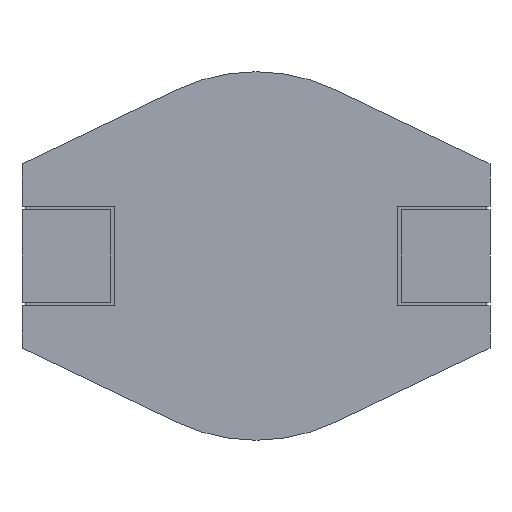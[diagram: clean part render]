
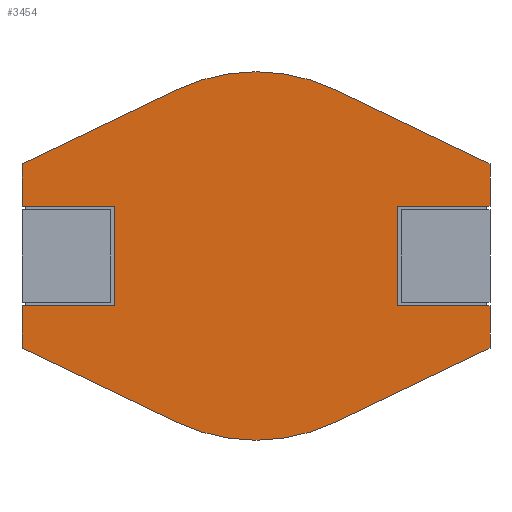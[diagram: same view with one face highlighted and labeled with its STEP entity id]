
A CAD part, front view. The second image highlights one B-rep face of the part: STEP entity #3454.
In plain terms, the highlighted planar face has unit normal (0, -1, 0).
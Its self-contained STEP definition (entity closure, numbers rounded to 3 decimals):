
#9=DIRECTION('',(0.,0.,1.));
#10=VECTOR('',#9,1.15);
#11=CARTESIAN_POINT('',(-6.35,0.,1.35));
#12=LINE('',#11,#10);
#13=DIRECTION('',(0.902,0.,0.432));
#14=VECTOR('',#13,4.645);
#15=CARTESIAN_POINT('',(-6.35,0.,2.5));
#16=LINE('',#15,#14);
#17=CARTESIAN_POINT('',(0.,0.,0.));
#18=DIRECTION('',(0.,1.,0.));
#19=DIRECTION('',(-0.432,0.,0.902));
#20=AXIS2_PLACEMENT_3D('',#17,#18,#19);
#22=DIRECTION('',(0.902,0.,-0.432));
#23=VECTOR('',#22,4.645);
#24=CARTESIAN_POINT('',(2.162,0.,4.508));
#25=LINE('',#24,#23);
#26=DIRECTION('',(0.,0.,-1.));
#27=VECTOR('',#26,1.15);
#28=CARTESIAN_POINT('',(6.35,0.,2.5));
#29=LINE('',#28,#27);
#30=DIRECTION('',(0.,0.,-1.));
#31=VECTOR('',#30,1.15);
#32=CARTESIAN_POINT('',(6.35,0.,-1.35));
#33=LINE('',#32,#31);
#34=DIRECTION('',(-0.902,0.,-0.432));
#35=VECTOR('',#34,4.645);
#36=CARTESIAN_POINT('',(6.35,0.,-2.5));
#37=LINE('',#36,#35);
#38=CARTESIAN_POINT('',(0.,0.,0.));
#39=DIRECTION('',(0.,1.,0.));
#40=DIRECTION('',(0.432,0.,-0.902));
#41=AXIS2_PLACEMENT_3D('',#38,#39,#40);
#43=DIRECTION('',(-0.902,0.,0.432));
#44=VECTOR('',#43,4.645);
#45=CARTESIAN_POINT('',(-2.162,0.,-4.508));
#46=LINE('',#45,#44);
#47=DIRECTION('',(0.,0.,1.));
#48=VECTOR('',#47,1.15);
#49=CARTESIAN_POINT('',(-6.35,0.,-2.5));
#50=LINE('',#49,#48);
#107=DIRECTION('',(1.,0.,0.));
#108=VECTOR('',#107,2.5);
#109=CARTESIAN_POINT('',(-6.35,0.,1.35));
#110=LINE('',#109,#108);
#119=DIRECTION('',(0.,0.,-1.));
#120=VECTOR('',#119,2.7);
#121=CARTESIAN_POINT('',(-3.85,0.,1.35));
#122=LINE('',#121,#120);
#139=DIRECTION('',(-1.,0.,0.));
#140=VECTOR('',#139,2.5);
#141=CARTESIAN_POINT('',(-3.85,0.,-1.35));
#142=LINE('',#141,#140);
#271=DIRECTION('',(-1.,0.,0.));
#272=VECTOR('',#271,2.5);
#273=CARTESIAN_POINT('',(6.35,0.,-1.35));
#274=LINE('',#273,#272);
#283=DIRECTION('',(0.,0.,1.));
#284=VECTOR('',#283,2.7);
#285=CARTESIAN_POINT('',(3.85,0.,-1.35));
#286=LINE('',#285,#284);
#303=DIRECTION('',(1.,0.,0.));
#304=VECTOR('',#303,2.5);
#305=CARTESIAN_POINT('',(3.85,0.,1.35));
#306=LINE('',#305,#304);
#3271=CARTESIAN_POINT('',(6.35,0.,-2.5));
#3272=CARTESIAN_POINT('',(2.162,0.,-4.508));
#3273=VERTEX_POINT('',#3271);
#3274=VERTEX_POINT('',#3272);
#3275=CARTESIAN_POINT('',(-2.162,0.,-4.508));
#3276=VERTEX_POINT('',#3275);
#3277=CARTESIAN_POINT('',(-6.35,0.,-2.5));
#3278=VERTEX_POINT('',#3277);
#3279=CARTESIAN_POINT('',(-6.35,0.,-1.35));
#3280=VERTEX_POINT('',#3279);
#3281=CARTESIAN_POINT('',(-6.35,0.,1.35));
#3282=CARTESIAN_POINT('',(-6.35,0.,2.5));
#3283=VERTEX_POINT('',#3281);
#3284=VERTEX_POINT('',#3282);
#3285=CARTESIAN_POINT('',(-2.162,0.,4.508));
#3286=VERTEX_POINT('',#3285);
#3287=CARTESIAN_POINT('',(2.162,0.,4.508));
#3288=VERTEX_POINT('',#3287);
#3289=CARTESIAN_POINT('',(6.35,0.,2.5));
#3290=VERTEX_POINT('',#3289);
#3291=CARTESIAN_POINT('',(6.35,0.,1.35));
#3292=VERTEX_POINT('',#3291);
#3293=CARTESIAN_POINT('',(6.35,0.,-1.35));
#3294=VERTEX_POINT('',#3293);
#3359=CARTESIAN_POINT('',(-3.85,0.,1.35));
#3361=VERTEX_POINT('',#3359);
#3363=CARTESIAN_POINT('',(-3.85,0.,-1.35));
#3365=VERTEX_POINT('',#3363);
#3367=CARTESIAN_POINT('',(3.85,0.,-1.35));
#3369=VERTEX_POINT('',#3367);
#3371=CARTESIAN_POINT('',(3.85,0.,1.35));
#3373=VERTEX_POINT('',#3371);
#3415=CARTESIAN_POINT('',(0.,0.,0.));
#3416=DIRECTION('',(0.,1.,0.));
#3417=DIRECTION('',(1.,0.,0.));
#3418=AXIS2_PLACEMENT_3D('',#3415,#3416,#3417);
#3419=PLANE('',#3418);
#3421=ORIENTED_EDGE('',*,*,#3420,.F.);
#3423=ORIENTED_EDGE('',*,*,#3422,.T.);
#3425=ORIENTED_EDGE('',*,*,#3424,.T.);
#3427=ORIENTED_EDGE('',*,*,#3426,.T.);
#3429=ORIENTED_EDGE('',*,*,#3428,.T.);
#3431=ORIENTED_EDGE('',*,*,#3430,.T.);
#3433=ORIENTED_EDGE('',*,*,#3432,.F.);
#3435=ORIENTED_EDGE('',*,*,#3434,.F.);
#3437=ORIENTED_EDGE('',*,*,#3436,.F.);
#3439=ORIENTED_EDGE('',*,*,#3438,.T.);
#3441=ORIENTED_EDGE('',*,*,#3440,.T.);
#3443=ORIENTED_EDGE('',*,*,#3442,.T.);
#3445=ORIENTED_EDGE('',*,*,#3444,.T.);
#3447=ORIENTED_EDGE('',*,*,#3446,.T.);
#3449=ORIENTED_EDGE('',*,*,#3448,.F.);
#3451=ORIENTED_EDGE('',*,*,#3450,.F.);
#3452=EDGE_LOOP('',(#3421,#3423,#3425,#3427,#3429,#3431,#3433,#3435,#3437,#3439,
#3441,#3443,#3445,#3447,#3449,#3451));
#3453=FACE_OUTER_BOUND('',#3452,.F.);
#21=CIRCLE('',#20,5.);
#42=CIRCLE('',#41,5.);
#3420=EDGE_CURVE('',#3283,#3361,#110,.T.);
#3422=EDGE_CURVE('',#3283,#3284,#12,.T.);
#3424=EDGE_CURVE('',#3284,#3286,#16,.T.);
#3426=EDGE_CURVE('',#3286,#3288,#21,.T.);
#3428=EDGE_CURVE('',#3288,#3290,#25,.T.);
#3430=EDGE_CURVE('',#3290,#3292,#29,.T.);
#3432=EDGE_CURVE('',#3373,#3292,#306,.T.);
#3434=EDGE_CURVE('',#3369,#3373,#286,.T.);
#3436=EDGE_CURVE('',#3294,#3369,#274,.T.);
#3438=EDGE_CURVE('',#3294,#3273,#33,.T.);
#3440=EDGE_CURVE('',#3273,#3274,#37,.T.);
#3442=EDGE_CURVE('',#3274,#3276,#42,.T.);
#3444=EDGE_CURVE('',#3276,#3278,#46,.T.);
#3446=EDGE_CURVE('',#3278,#3280,#50,.T.);
#3448=EDGE_CURVE('',#3365,#3280,#142,.T.);
#3450=EDGE_CURVE('',#3361,#3365,#122,.T.);
#3454=ADVANCED_FACE('',(#3453),#3419,.F.);
